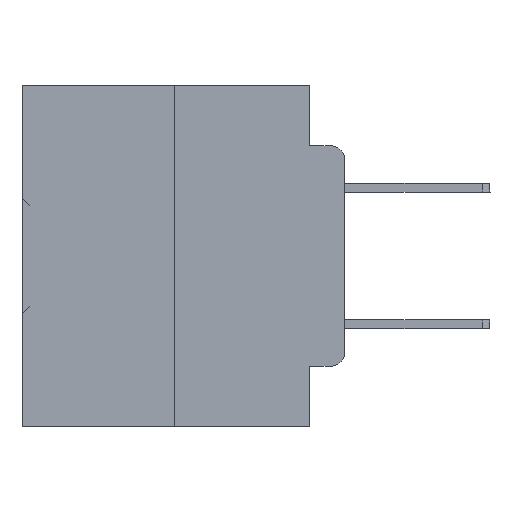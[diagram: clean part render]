
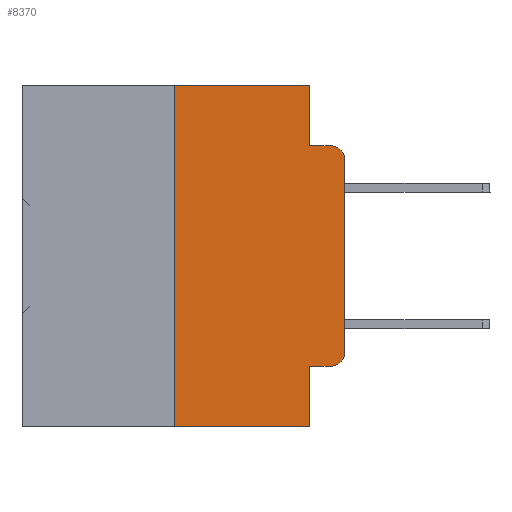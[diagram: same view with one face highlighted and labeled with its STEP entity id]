
A CAD part, left-side view. The second image highlights one B-rep face of the part: STEP entity #8370.
In plain terms, the highlighted planar face has unit normal (-1, 0, 0).
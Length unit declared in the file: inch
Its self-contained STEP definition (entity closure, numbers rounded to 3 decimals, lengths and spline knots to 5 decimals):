
#8 = EDGE_LOOP ( 'NONE', ( #35375, #22958, #33482, #36238, #21578, #127, #4732, #21156, #18285, #4769 ) ) ;
#127 = ORIENTED_EDGE ( 'NONE', *, *, #27701, .F. ) ;
#1060 = LINE ( 'NONE', #29844, #32508 ) ;
#1250 = VECTOR ( 'NONE', #12348, 39.37008 ) ;
#1266 = DIRECTION ( 'NONE',  ( 0., 0., -1. ) ) ;
#2068 = CARTESIAN_POINT ( 'NONE',  ( 0., 0., -0.1085 ) ) ;
#2317 = VERTEX_POINT ( 'NONE', #16316 ) ;
#2674 = CARTESIAN_POINT ( 'NONE',  ( 0., 0.051, -0.4115 ) ) ;
#3194 = VERTEX_POINT ( 'NONE', #22694 ) ;
#4364 = CARTESIAN_POINT ( 'NONE',  ( 0., 0.051, 0. ) ) ;
#4502 = EDGE_CURVE ( 'NONE', #23406, #3194, #8590, .T. ) ;
#4512 = VECTOR ( 'NONE', #18555, 39.37008 ) ;
#4732 = ORIENTED_EDGE ( 'NONE', *, *, #11248, .T. ) ;
#4769 = ORIENTED_EDGE ( 'NONE', *, *, #15613, .T. ) ;
#5506 = LINE ( 'NONE', #33299, #4512 ) ;
#6284 = LINE ( 'NONE', #16525, #13481 ) ;
#6602 = EDGE_CURVE ( 'NONE', #33376, #23406, #1060, .T. ) ;
#7829 = VERTEX_POINT ( 'NONE', #32209 ) ;
#8370 = ADVANCED_FACE ( 'NONE', ( #19983 ), #37432, .F. ) ;
#8590 = CIRCLE ( 'NONE', #33684, 0.02 ) ;
#8667 = CARTESIAN_POINT ( 'NONE',  ( 0., 0.051, -0.0885 ) ) ;
#9643 = LINE ( 'NONE', #22924, #1250 ) ;
#10351 = DIRECTION ( 'NONE',  ( 0., 0., 1. ) ) ;
#11114 = CARTESIAN_POINT ( 'NONE',  ( 0., 0.051, 0. ) ) ;
#11248 = EDGE_CURVE ( 'NONE', #7829, #15174, #37718, .T. ) ;
#12348 = DIRECTION ( 'NONE',  ( 0., -1., 0. ) ) ;
#12808 = VERTEX_POINT ( 'NONE', #11114 ) ;
#13481 = VECTOR ( 'NONE', #10351, 39.37008 ) ;
#14454 = DIRECTION ( 'NONE',  ( 0., -1., 0. ) ) ;
#14724 = CARTESIAN_POINT ( 'NONE',  ( 0., 0.02, -0.3915 ) ) ;
#15174 = VERTEX_POINT ( 'NONE', #15712 ) ;
#15613 = EDGE_CURVE ( 'NONE', #2317, #33376, #26406, .T. ) ;
#15712 = CARTESIAN_POINT ( 'NONE',  ( 0., 0.051, -0.5 ) ) ;
#15895 = LINE ( 'NONE', #24257, #22151 ) ;
#16316 = CARTESIAN_POINT ( 'NONE',  ( 0., 0.02, -0.4115 ) ) ;
#16525 = CARTESIAN_POINT ( 'NONE',  ( 0., 0.25, 0. ) ) ;
#17716 = EDGE_CURVE ( 'NONE', #38691, #2317, #9643, .T. ) ;
#17850 = DIRECTION ( 'NONE',  ( 0., 0., -1. ) ) ;
#18285 = ORIENTED_EDGE ( 'NONE', *, *, #17716, .T. ) ;
#18555 = DIRECTION ( 'NONE',  ( 0., 0., -1. ) ) ;
#19770 = EDGE_CURVE ( 'NONE', #38691, #15174, #5506, .T. ) ;
#19913 = DIRECTION ( 'NONE',  ( 1., 0., 0. ) ) ;
#19983 = FACE_OUTER_BOUND ( 'NONE', #8, .T. ) ;
#20321 = DIRECTION ( 'NONE',  ( 0., -1., 0. ) ) ;
#20406 = AXIS2_PLACEMENT_3D ( 'NONE', #14724, #35579, #17850 ) ;
#21156 = ORIENTED_EDGE ( 'NONE', *, *, #19770, .F. ) ;
#21578 = ORIENTED_EDGE ( 'NONE', *, *, #33659, .F. ) ;
#22130 = VECTOR ( 'NONE', #14454, 39.37008 ) ;
#22151 = VECTOR ( 'NONE', #32955, 39.37008 ) ;
#22694 = CARTESIAN_POINT ( 'NONE',  ( 0., 0.02, -0.0885 ) ) ;
#22827 = CARTESIAN_POINT ( 'NONE',  ( 0., 0.473, 0. ) ) ;
#22828 = DIRECTION ( 'NONE',  ( 0., 0., -1. ) ) ;
#22924 = CARTESIAN_POINT ( 'NONE',  ( 0., 0.051, -0.4115 ) ) ;
#22958 = ORIENTED_EDGE ( 'NONE', *, *, #4502, .T. ) ;
#23406 = VERTEX_POINT ( 'NONE', #2068 ) ;
#23852 = LINE ( 'NONE', #4364, #31656 ) ;
#24257 = CARTESIAN_POINT ( 'NONE',  ( 0., 0.473, 0. ) ) ;
#24611 = LINE ( 'NONE', #32053, #31480 ) ;
#26406 = CIRCLE ( 'NONE', #20406, 0.02 ) ;
#26484 = CARTESIAN_POINT ( 'NONE',  ( 0., 0.473, -0.5 ) ) ;
#27701 = EDGE_CURVE ( 'NONE', #7829, #29522, #6284, .T. ) ;
#27945 = CARTESIAN_POINT ( 'NONE',  ( 0., 0.25, 0. ) ) ;
#28544 = VERTEX_POINT ( 'NONE', #8667 ) ;
#29522 = VERTEX_POINT ( 'NONE', #27945 ) ;
#29665 = EDGE_CURVE ( 'NONE', #12808, #28544, #23852, .T. ) ;
#29844 = CARTESIAN_POINT ( 'NONE',  ( 0., 0., 0. ) ) ;
#30828 = AXIS2_PLACEMENT_3D ( 'NONE', #22827, #19913, #1266 ) ;
#31480 = VECTOR ( 'NONE', #20321, 39.37008 ) ;
#31656 = VECTOR ( 'NONE', #22828, 39.37008 ) ;
#31665 = EDGE_CURVE ( 'NONE', #28544, #3194, #24611, .T. ) ;
#32053 = CARTESIAN_POINT ( 'NONE',  ( 0., 0.051, -0.0885 ) ) ;
#32209 = CARTESIAN_POINT ( 'NONE',  ( 0., 0.25, -0.5 ) ) ;
#32508 = VECTOR ( 'NONE', #35740, 39.37008 ) ;
#32955 = DIRECTION ( 'NONE',  ( 0., -1., 0. ) ) ;
#33246 = DIRECTION ( 'NONE',  ( -1., 0., 0. ) ) ;
#33256 = CARTESIAN_POINT ( 'NONE',  ( 0., 0.02, -0.1085 ) ) ;
#33293 = DIRECTION ( 'NONE',  ( 0., 0., -1. ) ) ;
#33299 = CARTESIAN_POINT ( 'NONE',  ( 0., 0.051, 0. ) ) ;
#33376 = VERTEX_POINT ( 'NONE', #34517 ) ;
#33482 = ORIENTED_EDGE ( 'NONE', *, *, #31665, .F. ) ;
#33659 = EDGE_CURVE ( 'NONE', #29522, #12808, #15895, .T. ) ;
#33684 = AXIS2_PLACEMENT_3D ( 'NONE', #33256, #33246, #33293 ) ;
#34517 = CARTESIAN_POINT ( 'NONE',  ( 0., 0., -0.3915 ) ) ;
#35375 = ORIENTED_EDGE ( 'NONE', *, *, #6602, .T. ) ;
#35579 = DIRECTION ( 'NONE',  ( -1., 0., 0. ) ) ;
#35740 = DIRECTION ( 'NONE',  ( 0., 0., 1. ) ) ;
#36238 = ORIENTED_EDGE ( 'NONE', *, *, #29665, .F. ) ;
#37432 = PLANE ( 'NONE',  #30828 ) ;
#37718 = LINE ( 'NONE', #26484, #22130 ) ;
#38691 = VERTEX_POINT ( 'NONE', #2674 ) ;
